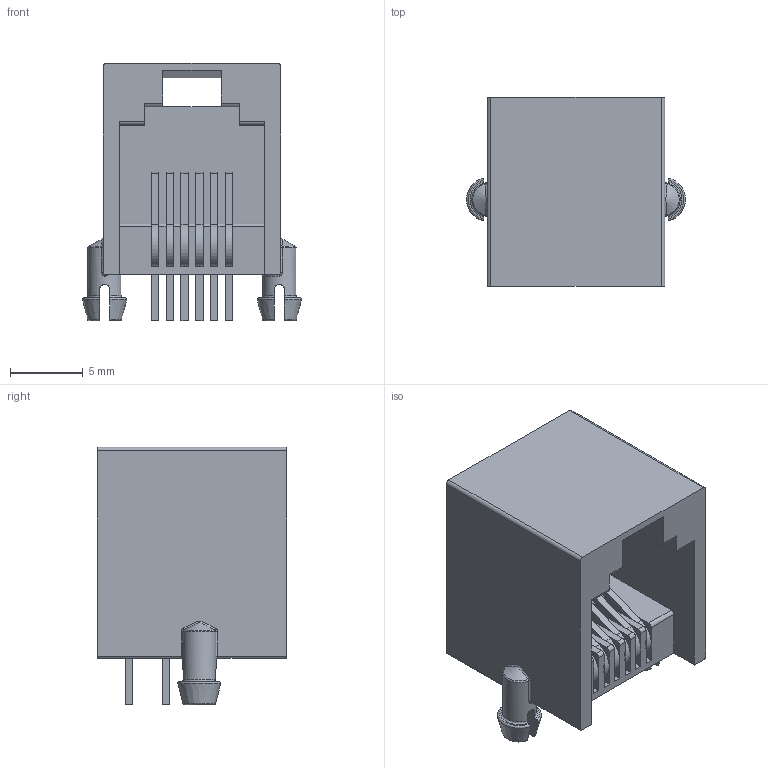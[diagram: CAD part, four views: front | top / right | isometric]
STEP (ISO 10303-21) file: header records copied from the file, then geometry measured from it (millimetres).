
FILE_DESCRIPTION(/* description */ ('STEP AP242','CAx-IF Rec.Pracs.---Representation and Presentation of Product Manufacturing Information (PMI)---4.0---2014-10-13','CAx-IF Rec.Pracs.---3D Tessellated Geometry---0.4---2014-09-14','2;1'),/* implementation_level */ '2;1');
FILE_NAME(/* name */ '680593046ab9294f71533ac2',/* time_stamp */ '2025-04-21T00:36:21Z',/* author */ (''),/* organization */ (''),/* preprocessor_version */ 'ST-DEVELOPER v20',/* originating_system */ 'ONSHAPE BY PTC INC, 1.196',/* authorisation */ ' ');
FILE_SCHEMA (('AP242_MANAGED_MODEL_BASED_3D_ENGINEERING_MIM_LF { 1 0 10303 442 1 1 4 }'));
Length unit declared in the file: metre
Products named in the file (4): RJ12; RJ12_short_pin; RJ12_long_pin; RJ12_housing
Assembly tree (7 placements, depth 2):
  RJ12
    RJ12_short_pin  x3
    RJ12_long_pin  x3
    RJ12_housing
Bounding box: 15.03 x 13 x 17.7 mm (x, y, z)
Volume: 1143.4 mm3; surface area: 2146.2 mm2
Topology: 7 solids, 7 shells, 294 faces, 883 edges, 584 vertices
Faces by surface type: plane 178, cylinder 85, torus 15, bspline 10, cone 6
Full cylindrical faces by diameter (mm): 2.3 x2
Entity records: 7710 total; most frequent: CARTESIAN_POINT 1677, ORIENTED_EDGE 1326, DIRECTION 1156, EDGE_CURVE 663, LINE 470, VECTOR 470, VERTEX_POINT 438, AXIS2_PLACEMENT_3D 343
